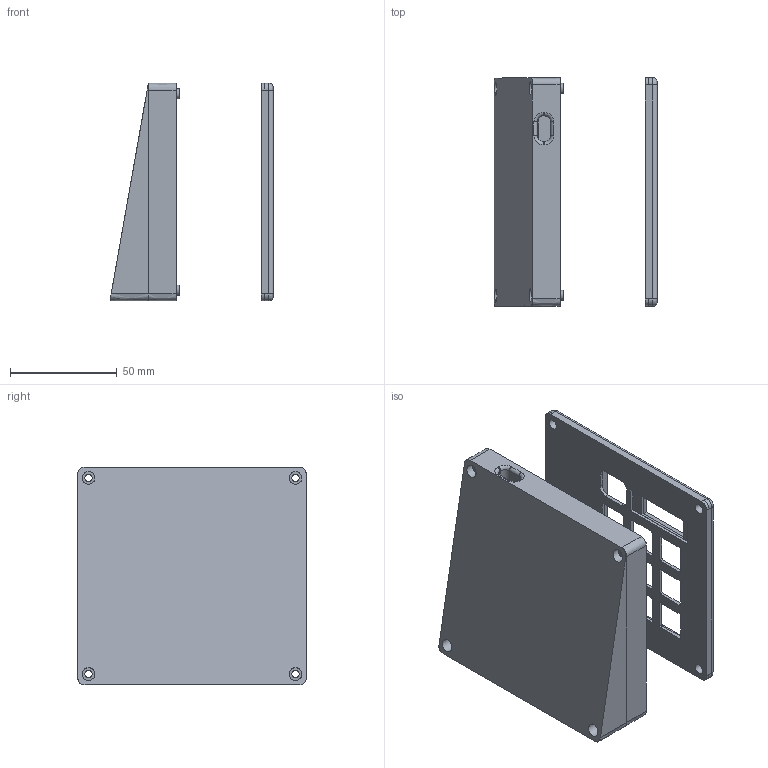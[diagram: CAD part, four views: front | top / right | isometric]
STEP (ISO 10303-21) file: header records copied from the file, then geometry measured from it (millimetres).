
FILE_DESCRIPTION(/* description */ (''),/* implementation_level */ '2;1');
FILE_NAME(/* name */ 'bosspad_complete.step',/* time_stamp */ '2025-06-29T19:51:21+03:00',/* author */ (''),/* organization */ (''),/* preprocessor_version */ 'ST-DEVELOPER v20.1',/* originating_system */ 'Autodesk Translation Framework v14.10.0.0',/* authorisation */ '');
FILE_SCHEMA (('AUTOMOTIVE_DESIGN { 1 0 10303 214 3 1 1 }'));
Length unit declared in the file: millimetre
Products named in the file (3): macro; Macro bottom; macro top
Assembly tree (2 placements, depth 2):
  macro
    Macro bottom
    macro top
Bounding box: 76.89 x 107 x 102 mm (x, y, z)
Volume: 204052.7 mm3; surface area: 57747.3 mm2
Topology: 2 solids, 2 shells, 252 faces, 672 edges, 440 vertices
Faces by surface type: plane 155, cylinder 74, bspline 19, torus 4
Full cylindrical faces by diameter (mm): 3.4 x4, 4.7 x8, 6 x4
Entity records: 9768 total; most frequent: CARTESIAN_POINT 3255, ORIENTED_EDGE 1344, DIRECTION 1274, EDGE_CURVE 672, LINE 490, VECTOR 490, VERTEX_POINT 440, AXIS2_PLACEMENT_3D 392
